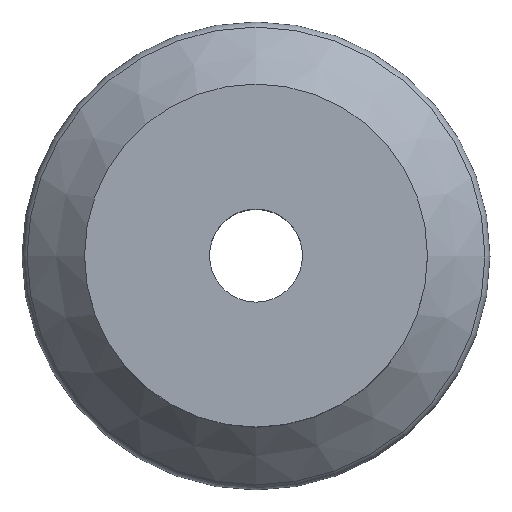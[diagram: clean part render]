
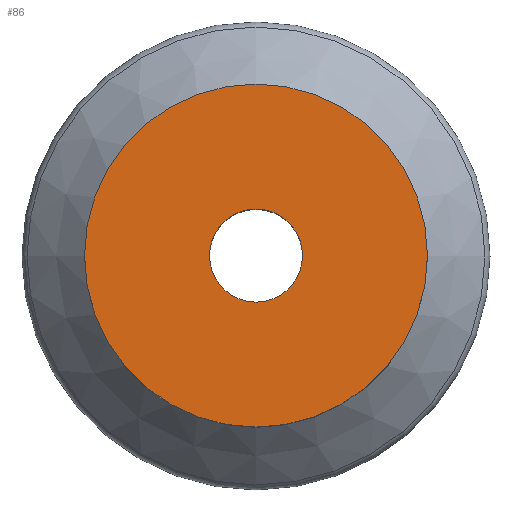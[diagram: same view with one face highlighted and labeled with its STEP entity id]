
A CAD part, top view. The second image highlights one B-rep face of the part: STEP entity #86.
In plain terms, the highlighted planar face has unit normal (0, 0, 1).
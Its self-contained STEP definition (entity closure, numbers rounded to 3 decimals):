
#25=FACE_BOUND('',#34,.T.);
#27=FACE_OUTER_BOUND('',#33,.T.);
#33=EDGE_LOOP('',(#64));
#34=EDGE_LOOP('',(#65));
#41=CIRCLE('',#107,2.95);
#42=CIRCLE('',#108,0.8);
#48=VERTEX_POINT('',#152);
#49=VERTEX_POINT('',#154);
#54=EDGE_CURVE('',#48,#48,#41,.T.);
#55=EDGE_CURVE('',#49,#49,#42,.T.);
#64=ORIENTED_EDGE('',*,*,#54,.T.);
#65=ORIENTED_EDGE('',*,*,#55,.T.);
#84=PLANE('',#106);
#86=ADVANCED_FACE('',(#27,#25),#84,.F.);
#106=AXIS2_PLACEMENT_3D('',#151,#121,#122);
#107=AXIS2_PLACEMENT_3D('',#153,#123,#124);
#108=AXIS2_PLACEMENT_3D('',#155,#125,#126);
#121=DIRECTION('center_axis',(0.,0.,
-1.));
#122=DIRECTION('ref_axis',(1.,0.,0.));
#123=DIRECTION('center_axis',(0.,0.,
1.));
#124=DIRECTION('ref_axis',(1.,0.,0.));
#125=DIRECTION('center_axis',(0.,0.,
-1.));
#126=DIRECTION('ref_axis',(1.,0.,0.));
#151=CARTESIAN_POINT('Origin',(20.,20.5,33.05));
#152=CARTESIAN_POINT('',(17.05,20.5,33.05));
#153=CARTESIAN_POINT('Origin',(20.,20.5,33.05));
#154=CARTESIAN_POINT('',(19.2,20.5,33.05));
#155=CARTESIAN_POINT('Origin',(20.,20.5,33.05));
